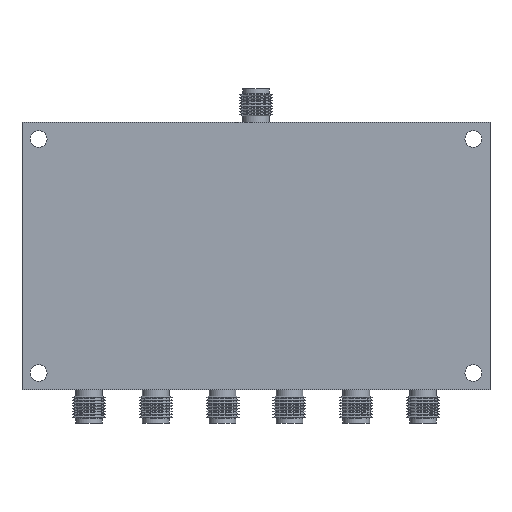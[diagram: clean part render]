
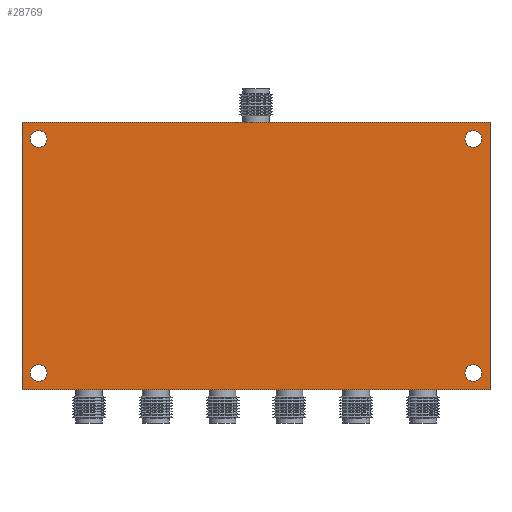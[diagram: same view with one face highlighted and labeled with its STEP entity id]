
A CAD part, front view. The second image highlights one B-rep face of the part: STEP entity #28769.
In plain terms, the highlighted planar face has unit normal (0, -1, 0).
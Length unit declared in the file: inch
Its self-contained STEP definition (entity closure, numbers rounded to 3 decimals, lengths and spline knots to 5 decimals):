
#34 = DIRECTION ( 'NONE',  ( 0., 0., 1. ) ) ;
#144 = VERTEX_POINT ( 'NONE', #40997 ) ;
#512 = ORIENTED_EDGE ( 'NONE', *, *, #31863, .F. ) ;
#1151 = CIRCLE ( 'NONE', #49724, 0.0625 ) ;
#1152 = AXIS2_PLACEMENT_3D ( 'NONE', #12844, #32926, #28577 ) ;
#1441 = VECTOR ( 'NONE', #16342, 39.37008 ) ;
#1464 = CARTESIAN_POINT ( 'NONE',  ( -4.63364, -0.20057, 2.80366 ) ) ;
#1524 = FACE_OUTER_BOUND ( 'NONE', #33112, .T. ) ;
#1880 = DIRECTION ( 'NONE',  ( 0., 1., 0. ) ) ;
#2551 = CIRCLE ( 'NONE', #8333, 0.0625 ) ;
#2778 = DIRECTION ( 'NONE',  ( 0., 1., 0. ) ) ;
#3162 = DIRECTION ( 'NONE',  ( 0., 1., 0. ) ) ;
#3597 = EDGE_CURVE ( 'NONE', #6593, #10943, #35083, .T. ) ;
#3687 = ORIENTED_EDGE ( 'NONE', *, *, #26493, .F. ) ;
#3705 = DIRECTION ( 'NONE',  ( 0., 0., -1. ) ) ;
#4507 = CARTESIAN_POINT ( 'NONE',  ( -4.63364, -0.20057, 2.92866 ) ) ;
#5356 = VERTEX_POINT ( 'NONE', #41732 ) ;
#5719 = EDGE_LOOP ( 'NONE', ( #38574, #25907 ) ) ;
#6471 = VERTEX_POINT ( 'NONE', #1464 ) ;
#6593 = VERTEX_POINT ( 'NONE', #38087 ) ;
#8333 = AXIS2_PLACEMENT_3D ( 'NONE', #44366, #12389, #8788 ) ;
#8788 = DIRECTION ( 'NONE',  ( 0., 0., 1. ) ) ;
#8931 = VERTEX_POINT ( 'NONE', #34996 ) ;
#9538 = LINE ( 'NONE', #25007, #40286 ) ;
#10592 = CARTESIAN_POINT ( 'NONE',  ( -4.63364, -0.20057, 4.61616 ) ) ;
#10943 = VERTEX_POINT ( 'NONE', #40562 ) ;
#11509 = CARTESIAN_POINT ( 'NONE',  ( -4.63364, -0.20057, 2.86616 ) ) ;
#12168 = CARTESIAN_POINT ( 'NONE',  ( -1.25864, -0.20057, 4.74116 ) ) ;
#12389 = DIRECTION ( 'NONE',  ( 0., 1., 0. ) ) ;
#12482 = ORIENTED_EDGE ( 'NONE', *, *, #43220, .T. ) ;
#12844 = CARTESIAN_POINT ( 'NONE',  ( -4.75864, -0.20057, 4.74116 ) ) ;
#13232 = LINE ( 'NONE', #21743, #42976 ) ;
#13794 = CIRCLE ( 'NONE', #36875, 0.0625 ) ;
#13811 = ORIENTED_EDGE ( 'NONE', *, *, #36719, .T. ) ;
#15640 = DIRECTION ( 'NONE',  ( 0., 1., 0. ) ) ;
#15927 = AXIS2_PLACEMENT_3D ( 'NONE', #10592, #1880, #29160 ) ;
#15994 = DIRECTION ( 'NONE',  ( 0., 1., 0. ) ) ;
#16070 = ORIENTED_EDGE ( 'NONE', *, *, #51066, .F. ) ;
#16342 = DIRECTION ( 'NONE',  ( 0., 0., 1. ) ) ;
#16964 = AXIS2_PLACEMENT_3D ( 'NONE', #42137, #38548, #50902 ) ;
#19231 = VERTEX_POINT ( 'NONE', #24998 ) ;
#21075 = FACE_BOUND ( 'NONE', #25693, .T. ) ;
#21301 = ORIENTED_EDGE ( 'NONE', *, *, #46215, .T. ) ;
#21743 = CARTESIAN_POINT ( 'NONE',  ( -4.75864, -0.20057, 2.74116 ) ) ;
#23451 = EDGE_LOOP ( 'NONE', ( #39513, #27651 ) ) ;
#24256 = DIRECTION ( 'NONE',  ( 0., 0., 1. ) ) ;
#24495 = FACE_BOUND ( 'NONE', #27232, .T. ) ;
#24972 = EDGE_CURVE ( 'NONE', #8931, #38816, #26276, .T. ) ;
#24974 = CIRCLE ( 'NONE', #15927, 0.0625 ) ;
#24998 = CARTESIAN_POINT ( 'NONE',  ( -1.25864, -0.20057, 4.74116 ) ) ;
#25007 = CARTESIAN_POINT ( 'NONE',  ( -4.75864, -0.20057, 4.74116 ) ) ;
#25369 = DIRECTION ( 'NONE',  ( -1., 0., 0. ) ) ;
#25693 = EDGE_LOOP ( 'NONE', ( #13811, #12482 ) ) ;
#25907 = ORIENTED_EDGE ( 'NONE', *, *, #30749, .T. ) ;
#26276 = CIRCLE ( 'NONE', #37895, 0.0625 ) ;
#26493 = EDGE_CURVE ( 'NONE', #5356, #45869, #13232, .T. ) ;
#27080 = CARTESIAN_POINT ( 'NONE',  ( -1.38364, -0.20057, 4.55366 ) ) ;
#27232 = EDGE_LOOP ( 'NONE', ( #30139, #21301 ) ) ;
#27651 = ORIENTED_EDGE ( 'NONE', *, *, #3597, .T. ) ;
#27887 = LINE ( 'NONE', #12168, #41658 ) ;
#27889 = CARTESIAN_POINT ( 'NONE',  ( -1.38364, -0.20057, 2.92866 ) ) ;
#28577 = DIRECTION ( 'NONE',  ( 0., 0., -1. ) ) ;
#28769 = ADVANCED_FACE ( 'NONE', ( #21075, #1524, #36361, #24495, #47927 ), #32671, .T. ) ;
#28857 = DIRECTION ( 'NONE',  ( 1., 0., 0. ) ) ;
#29160 = DIRECTION ( 'NONE',  ( 0., 0., 1. ) ) ;
#30139 = ORIENTED_EDGE ( 'NONE', *, *, #24972, .T. ) ;
#30389 = CARTESIAN_POINT ( 'NONE',  ( -4.75864, -0.20057, 2.74116 ) ) ;
#30429 = AXIS2_PLACEMENT_3D ( 'NONE', #40716, #47662, #32647 ) ;
#30749 = EDGE_CURVE ( 'NONE', #144, #33024, #13794, .T. ) ;
#31863 = EDGE_CURVE ( 'NONE', #45869, #41054, #43445, .T. ) ;
#32647 = DIRECTION ( 'NONE',  ( 0., 0., 1. ) ) ;
#32671 = PLANE ( 'NONE',  #1152 ) ;
#32926 = DIRECTION ( 'NONE',  ( 0., -1., 0. ) ) ;
#33024 = VERTEX_POINT ( 'NONE', #27889 ) ;
#33112 = EDGE_LOOP ( 'NONE', ( #512, #3687, #16070, #43518 ) ) ;
#33689 = CARTESIAN_POINT ( 'NONE',  ( -1.38364, -0.20057, 2.86616 ) ) ;
#34996 = CARTESIAN_POINT ( 'NONE',  ( -1.38364, -0.20057, 4.67866 ) ) ;
#35083 = CIRCLE ( 'NONE', #16964, 0.0625 ) ;
#35261 = DIRECTION ( 'NONE',  ( 0., 0., 1. ) ) ;
#36361 = FACE_BOUND ( 'NONE', #5719, .T. ) ;
#36719 = EDGE_CURVE ( 'NONE', #46923, #6471, #2551, .T. ) ;
#36875 = AXIS2_PLACEMENT_3D ( 'NONE', #46967, #3162, #34 ) ;
#37061 = CIRCLE ( 'NONE', #30429, 0.0625 ) ;
#37866 = DIRECTION ( 'NONE',  ( 0., 0., 1. ) ) ;
#37895 = AXIS2_PLACEMENT_3D ( 'NONE', #47694, #15994, #24256 ) ;
#38087 = CARTESIAN_POINT ( 'NONE',  ( -4.63364, -0.20057, 4.55366 ) ) ;
#38548 = DIRECTION ( 'NONE',  ( 0., 1., 0. ) ) ;
#38574 = ORIENTED_EDGE ( 'NONE', *, *, #40246, .T. ) ;
#38816 = VERTEX_POINT ( 'NONE', #27080 ) ;
#38957 = EDGE_CURVE ( 'NONE', #41054, #19231, #9538, .T. ) ;
#39513 = ORIENTED_EDGE ( 'NONE', *, *, #41619, .T. ) ;
#39709 = CARTESIAN_POINT ( 'NONE',  ( -4.75864, -0.20057, 4.74116 ) ) ;
#40092 = CARTESIAN_POINT ( 'NONE',  ( -4.75864, -0.20057, 4.74116 ) ) ;
#40246 = EDGE_CURVE ( 'NONE', #33024, #144, #44564, .T. ) ;
#40286 = VECTOR ( 'NONE', #28857, 39.37008 ) ;
#40562 = CARTESIAN_POINT ( 'NONE',  ( -4.63364, -0.20057, 4.67866 ) ) ;
#40716 = CARTESIAN_POINT ( 'NONE',  ( -1.38364, -0.20057, 4.61616 ) ) ;
#40997 = CARTESIAN_POINT ( 'NONE',  ( -1.38364, -0.20057, 2.80366 ) ) ;
#41054 = VERTEX_POINT ( 'NONE', #39709 ) ;
#41619 = EDGE_CURVE ( 'NONE', #10943, #6593, #24974, .T. ) ;
#41658 = VECTOR ( 'NONE', #3705, 39.37008 ) ;
#41732 = CARTESIAN_POINT ( 'NONE',  ( -1.25864, -0.20057, 2.74116 ) ) ;
#42137 = CARTESIAN_POINT ( 'NONE',  ( -4.63364, -0.20057, 4.61616 ) ) ;
#42976 = VECTOR ( 'NONE', #25369, 39.37008 ) ;
#43220 = EDGE_CURVE ( 'NONE', #6471, #46923, #1151, .T. ) ;
#43445 = LINE ( 'NONE', #40092, #1441 ) ;
#43518 = ORIENTED_EDGE ( 'NONE', *, *, #38957, .F. ) ;
#44366 = CARTESIAN_POINT ( 'NONE',  ( -4.63364, -0.20057, 2.86616 ) ) ;
#44564 = CIRCLE ( 'NONE', #49485, 0.0625 ) ;
#45869 = VERTEX_POINT ( 'NONE', #30389 ) ;
#46215 = EDGE_CURVE ( 'NONE', #38816, #8931, #37061, .T. ) ;
#46923 = VERTEX_POINT ( 'NONE', #4507 ) ;
#46967 = CARTESIAN_POINT ( 'NONE',  ( -1.38364, -0.20057, 2.86616 ) ) ;
#47662 = DIRECTION ( 'NONE',  ( 0., 1., 0. ) ) ;
#47694 = CARTESIAN_POINT ( 'NONE',  ( -1.38364, -0.20057, 4.61616 ) ) ;
#47927 = FACE_BOUND ( 'NONE', #23451, .T. ) ;
#49485 = AXIS2_PLACEMENT_3D ( 'NONE', #33689, #2778, #37866 ) ;
#49724 = AXIS2_PLACEMENT_3D ( 'NONE', #11509, #15640, #35261 ) ;
#50902 = DIRECTION ( 'NONE',  ( 0., 0., 1. ) ) ;
#51066 = EDGE_CURVE ( 'NONE', #19231, #5356, #27887, .T. ) ;
